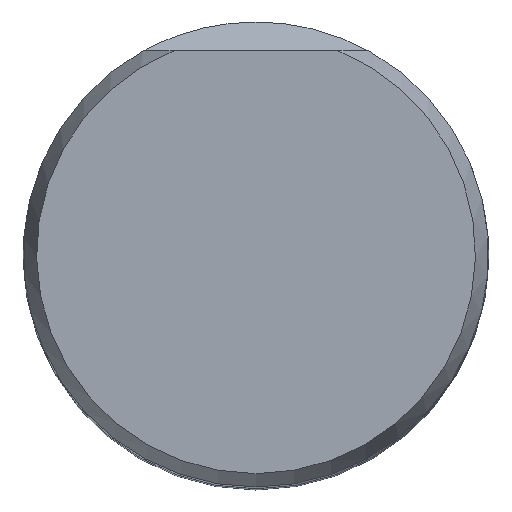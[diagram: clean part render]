
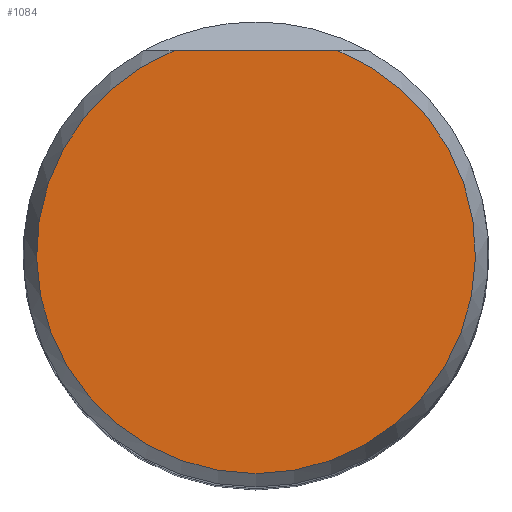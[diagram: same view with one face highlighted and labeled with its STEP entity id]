
A CAD part, top view. The second image highlights one B-rep face of the part: STEP entity #1084.
In plain terms, the highlighted planar face has unit normal (0, 0, 1).
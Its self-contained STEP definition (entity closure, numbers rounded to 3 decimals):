
#372=CARTESIAN_POINT('',(5.631,14.,0.));
#417=CARTESIAN_POINT('',(0.,0.,0.));
#418=DIRECTION('',(0.,0.,1.));
#419=DIRECTION('',(-0.373,0.928,0.));
#420=AXIS2_PLACEMENT_3D('',#417,#418,#419);
#518=DIRECTION('',(-1.,0.,0.));
#519=VECTOR('',#518,11.262);
#520=CARTESIAN_POINT('',(5.631,14.,0.));
#521=LINE('',#520,#519);
#558=VERTEX_POINT('',#372);
#559=CARTESIAN_POINT('',(-5.631,14.,0.));
#560=VERTEX_POINT('',#559);
#1075=CARTESIAN_POINT('',(0.,0.,0.));
#1076=DIRECTION('',(0.,0.,-1.));
#1077=DIRECTION('',(0.,-1.,0.));
#1078=AXIS2_PLACEMENT_3D('',#1075,#1076,#1077);
#1079=PLANE('',#1078);
#1080=ORIENTED_EDGE('',*,*,#994,.F.);
#1081=ORIENTED_EDGE('',*,*,#1012,.F.);
#1082=EDGE_LOOP('',(#1080,#1081));
#1083=FACE_OUTER_BOUND('',#1082,.F.);
#421=CIRCLE('',#420,15.09);
#994=EDGE_CURVE('',#558,#560,#521,.T.);
#1012=EDGE_CURVE('',#560,#558,#421,.T.);
#1084=ADVANCED_FACE('',(#1083),#1079,.F.);
